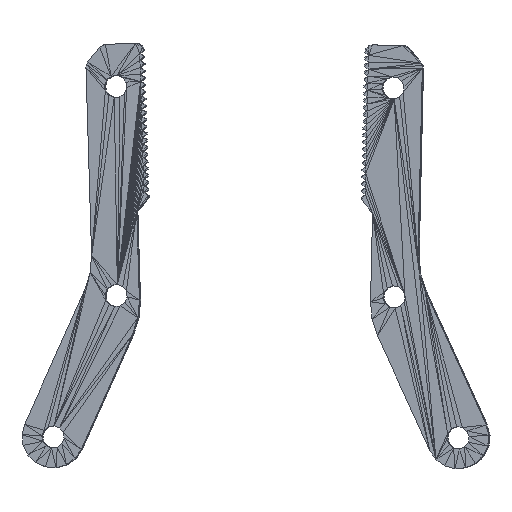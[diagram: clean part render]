
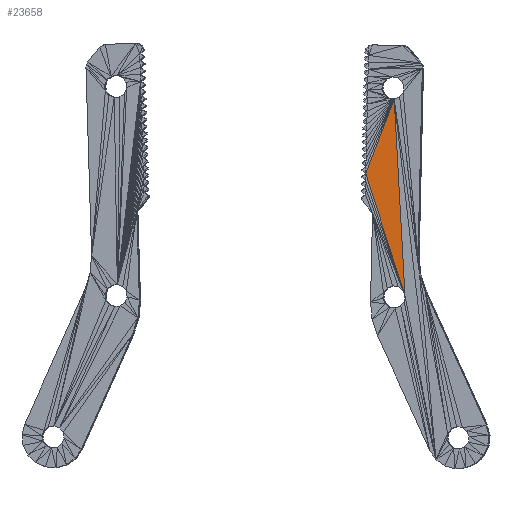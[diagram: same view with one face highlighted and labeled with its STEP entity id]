
A CAD part, front view. The second image highlights one B-rep face of the part: STEP entity #23658.
In plain terms, the highlighted planar face has unit normal (-0.026, -1, 0).
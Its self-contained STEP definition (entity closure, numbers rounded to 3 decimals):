
#1398=FACE_OUTER_BOUND('',#3446,.T.);
#3446=EDGE_LOOP('',(#18228,#18229,#18230));
#6218=LINE('',#37580,#9290);
#6221=LINE('',#37586,#9293);
#6222=LINE('',#37587,#9294);
#9290=VECTOR('',#31255,10.);
#9293=VECTOR('',#31262,10.);
#9294=VECTOR('',#31263,10.);
#10722=VERTEX_POINT('',#37045);
#10743=VERTEX_POINT('',#37165);
#10792=VERTEX_POINT('',#37578);
#13118=EDGE_CURVE('',#10792,#10722,#6218,.T.);
#13121=EDGE_CURVE('',#10792,#10743,#6221,.T.);
#13122=EDGE_CURVE('',#10722,#10743,#6222,.T.);
#18228=ORIENTED_EDGE('',*,*,#13121,.T.);
#18229=ORIENTED_EDGE('',*,*,#13122,.F.);
#18230=ORIENTED_EDGE('',*,*,#13118,.F.);
#21610=PLANE('',#25721);
#23658=ADVANCED_FACE('',(#1398),#21610,.T.);
#25721=AXIS2_PLACEMENT_3D('',#37585,#31260,#31261);
#31255=DIRECTION('',(0.357,-0.009,0.934));
#31260=DIRECTION('center_axis',(-0.026,-1.,
0.));
#31261=DIRECTION('ref_axis',(0.,0.,-1.));
#31262=DIRECTION('',(0.306,-0.008,-0.952));
#31263=DIRECTION('',(0.055,-0.001,-0.999));
#37045=CARTESIAN_POINT('',(0.181,-0.04,1.039));
#37165=CARTESIAN_POINT('',(0.195,-0.04,0.785));
#37578=CARTESIAN_POINT('',(0.144,-0.039,0.942));
#37580=CARTESIAN_POINT('',(0.144,-0.039,0.942));
#37585=CARTESIAN_POINT('Origin',(0.181,-0.04,
1.039));
#37586=CARTESIAN_POINT('',(0.144,-0.039,0.942));
#37587=CARTESIAN_POINT('',(0.181,-0.04,1.039));
